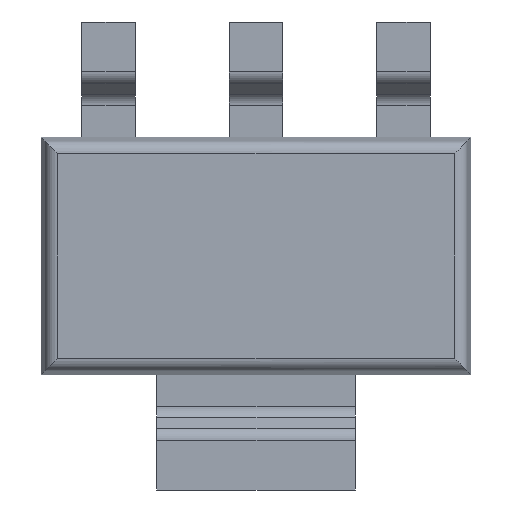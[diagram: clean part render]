
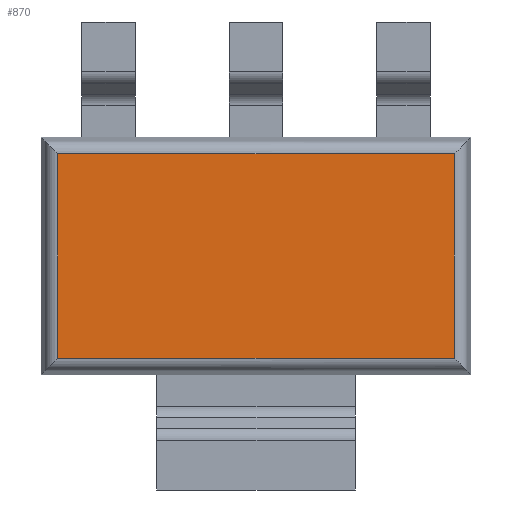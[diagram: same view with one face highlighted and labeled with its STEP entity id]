
A CAD part, front view. The second image highlights one B-rep face of the part: STEP entity #870.
In plain terms, the highlighted planar face has unit normal (0, -1, 0).
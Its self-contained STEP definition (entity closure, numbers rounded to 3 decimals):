
#6 = CARTESIAN_POINT ( 'NONE',  ( 3.094, 0., -1.594 ) ) ;
#160 = DIRECTION ( 'NONE',  ( 1., 0., 0. ) ) ;
#174 = EDGE_CURVE ( 'NONE', #1981, #1431, #588, .T. ) ;
#327 = DIRECTION ( 'NONE',  ( 0., 0., 1. ) ) ;
#356 = CARTESIAN_POINT ( 'NONE',  ( 3.094, 0., 1.594 ) ) ;
#458 = EDGE_LOOP ( 'NONE', ( #637, #1103, #1291, #1063 ) ) ;
#536 = VECTOR ( 'NONE', #1524, 1000. ) ;
#560 = DIRECTION ( 'NONE',  ( 0., -1., 0. ) ) ;
#587 = EDGE_CURVE ( 'NONE', #1442, #1981, #980, .T. ) ;
#588 = LINE ( 'NONE', #2007, #972 ) ;
#637 = ORIENTED_EDGE ( 'NONE', *, *, #174, .T. ) ;
#638 = EDGE_CURVE ( 'NONE', #1431, #1750, #1848, .T. ) ;
#796 = FACE_OUTER_BOUND ( 'NONE', #458, .T. ) ;
#870 = ADVANCED_FACE ( 'NONE', ( #796 ), #1025, .T. ) ;
#889 = AXIS2_PLACEMENT_3D ( 'NONE', #1187, #560, #1754 ) ;
#972 = VECTOR ( 'NONE', #1987, 1000. ) ;
#980 = LINE ( 'NONE', #1157, #536 ) ;
#1025 = PLANE ( 'NONE',  #889 ) ;
#1063 = ORIENTED_EDGE ( 'NONE', *, *, #587, .T. ) ;
#1103 = ORIENTED_EDGE ( 'NONE', *, *, #638, .T. ) ;
#1157 = CARTESIAN_POINT ( 'NONE',  ( 0., 0., 1.594 ) ) ;
#1187 = CARTESIAN_POINT ( 'NONE',  ( 0., 0., 0. ) ) ;
#1291 = ORIENTED_EDGE ( 'NONE', *, *, #1709, .T. ) ;
#1358 = CARTESIAN_POINT ( 'NONE',  ( 3.094, 0., 0. ) ) ;
#1393 = LINE ( 'NONE', #1358, #1905 ) ;
#1431 = VERTEX_POINT ( 'NONE', #1903 ) ;
#1442 = VERTEX_POINT ( 'NONE', #356 ) ;
#1466 = CARTESIAN_POINT ( 'NONE',  ( -3.094, 0., 1.594 ) ) ;
#1524 = DIRECTION ( 'NONE',  ( -1., 0., 0. ) ) ;
#1709 = EDGE_CURVE ( 'NONE', #1750, #1442, #1393, .T. ) ;
#1750 = VERTEX_POINT ( 'NONE', #6 ) ;
#1754 = DIRECTION ( 'NONE',  ( 0., 0., -1. ) ) ;
#1848 = LINE ( 'NONE', #2222, #1912 ) ;
#1903 = CARTESIAN_POINT ( 'NONE',  ( -3.094, 0., -1.594 ) ) ;
#1905 = VECTOR ( 'NONE', #327, 1000. ) ;
#1912 = VECTOR ( 'NONE', #160, 1000. ) ;
#1981 = VERTEX_POINT ( 'NONE', #1466 ) ;
#1987 = DIRECTION ( 'NONE',  ( 0., 0., -1. ) ) ;
#2007 = CARTESIAN_POINT ( 'NONE',  ( -3.094, 0., 0. ) ) ;
#2222 = CARTESIAN_POINT ( 'NONE',  ( 0., 0., -1.594 ) ) ;
